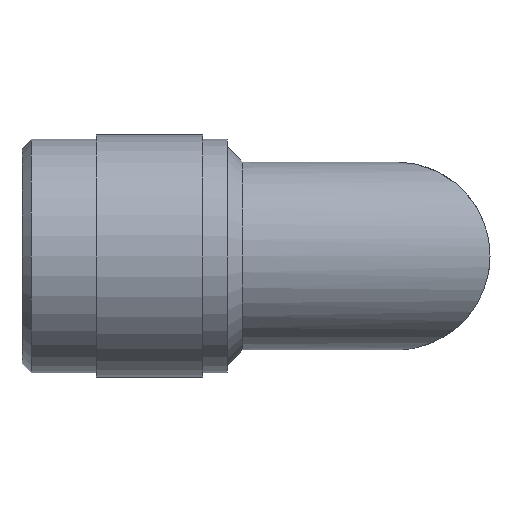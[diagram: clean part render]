
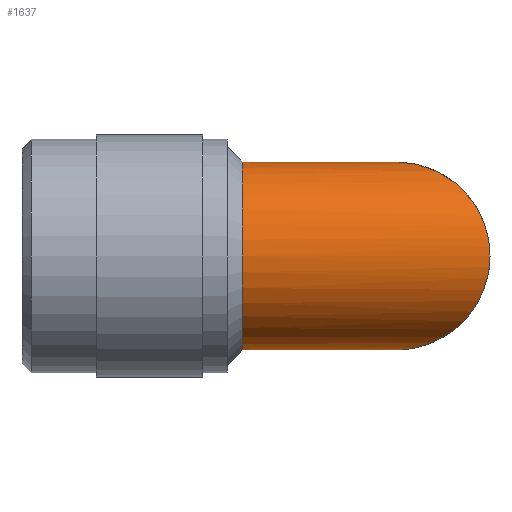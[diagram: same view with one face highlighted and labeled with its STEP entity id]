
A CAD part, front view. The second image highlights one B-rep face of the part: STEP entity #1637.
In plain terms, the highlighted cylindrical face has radius 7.772 mm (diameter 15.545 mm), a partial arc.
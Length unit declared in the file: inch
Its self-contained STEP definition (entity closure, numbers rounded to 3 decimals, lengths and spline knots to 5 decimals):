
#121 = DIRECTION ( 'NONE',  ( -1., 0., 0. ) ) ;
#122 = VECTOR ( 'NONE', #121, 39.37008 ) ;
#123 = CARTESIAN_POINT ( 'NONE',  ( 0., -0.98, 0.306 ) ) ;
#124 = LINE ( 'NONE', #123, #122 ) ;
#125 = DIRECTION ( 'NONE',  ( -1., 0., 0. ) ) ;
#126 = VECTOR ( 'NONE', #125, 39.37008 ) ;
#127 = CARTESIAN_POINT ( 'NONE',  ( 0., -0.98, -0.306 ) ) ;
#132 = LINE ( 'NONE', #127, #126 ) ;
#394 = CARTESIAN_POINT ( 'NONE',  ( 0., -0.98, -0.306 ) ) ;
#1369 = VERTEX_POINT ( 'NONE', #3584 ) ;
#1370 = VERTEX_POINT ( 'NONE', #3583 ) ;
#1450 = EDGE_CURVE ( 'NONE', #1857, #2158, #3609, .T. ) ;
#1494 = EDGE_LOOP ( 'NONE', ( #1630, #1631, #1632, #1691, #1567 ) ) ;
#1567 = ORIENTED_EDGE ( 'NONE', *, *, #1568, .F. ) ;
#1568 = EDGE_CURVE ( 'NONE', #1370, #1369, #3910, .T. ) ;
#1630 = ORIENTED_EDGE ( 'NONE', *, *, #2098, .F. ) ;
#1631 = ORIENTED_EDGE ( 'NONE', *, *, #1450, .F. ) ;
#1632 = ORIENTED_EDGE ( 'NONE', *, *, #1856, .F. ) ;
#1637 = ADVANCED_FACE ( 'NONE', ( #4066 ), #4159, .T. ) ;
#1691 = ORIENTED_EDGE ( 'NONE', *, *, #2101, .T. ) ;
#1849 = VERTEX_POINT ( 'NONE', #4768 ) ;
#1856 = EDGE_CURVE ( 'NONE', #1849, #1857, #4823, .T. ) ;
#1857 = VERTEX_POINT ( 'NONE', #4822 ) ;
#2098 = EDGE_CURVE ( 'NONE', #2158, #1370, #132, .T. ) ;
#2101 = EDGE_CURVE ( 'NONE', #1849, #1369, #124, .T. ) ;
#2158 = VERTEX_POINT ( 'NONE', #394 ) ;
#3583 = CARTESIAN_POINT ( 'NONE',  ( -0.5, -0.98, -0.306 ) ) ;
#3584 = CARTESIAN_POINT ( 'NONE',  ( -0.5, -0.98, 0.306 ) ) ;
#3605 = CARTESIAN_POINT ( 'NONE',  ( 0., -0.98, -0.306 ) ) ;
#3606 = CARTESIAN_POINT ( 'NONE',  ( 0.17925, -1.15925, -0.306 ) ) ;
#3607 = CARTESIAN_POINT ( 'NONE',  ( 0.306, -1.286, -0.17925 ) ) ;
#3608 = CARTESIAN_POINT ( 'NONE',  ( 0.306, -1.286, 0. ) ) ;
#3609 =( BOUNDED_CURVE ( )  B_SPLINE_CURVE ( 3, ( #3608, #3607, #3606, #3605 ),
 .UNSPECIFIED., .F., .T. ) 
 B_SPLINE_CURVE_WITH_KNOTS ( ( 4, 4 ),
 ( 3.14159, 4.71239 ),
 .UNSPECIFIED. ) 
 CURVE ( )  GEOMETRIC_REPRESENTATION_ITEM ( )  RATIONAL_B_SPLINE_CURVE ( ( 1., 0.805, 0.805, 1. ) ) 
 REPRESENTATION_ITEM ( '' )  );
#3910 = CIRCLE ( 'NONE', #4008, 0.306 ) ;
#3982 = DIRECTION ( 'NONE',  ( 0., 0., 1. ) ) ;
#3983 = DIRECTION ( 'NONE',  ( -1., 0., 0. ) ) ;
#4007 = CARTESIAN_POINT ( 'NONE',  ( -0.5, -0.98, 0. ) ) ;
#4008 = AXIS2_PLACEMENT_3D ( 'NONE', #4007, #3983, #3982 ) ;
#4065 = CARTESIAN_POINT ( 'NONE',  ( 0., -0.98, 0. ) ) ;
#4066 = FACE_OUTER_BOUND ( 'NONE', #1494, .T. ) ;
#4147 = DIRECTION ( 'NONE',  ( 0., 0., 1. ) ) ;
#4148 = DIRECTION ( 'NONE',  ( -1., 0., 0. ) ) ;
#4158 = AXIS2_PLACEMENT_3D ( 'NONE', #4065, #4148, #4147 ) ;
#4159 = CYLINDRICAL_SURFACE ( 'NONE', #4158, 0.306 ) ;
#4683 = CARTESIAN_POINT ( 'NONE',  ( 0.306, -1.286, 0. ) ) ;
#4684 = CARTESIAN_POINT ( 'NONE',  ( 0.306, -1.286, 0.17925 ) ) ;
#4756 = CARTESIAN_POINT ( 'NONE',  ( 0.17925, -1.15925, 0.306 ) ) ;
#4757 = CARTESIAN_POINT ( 'NONE',  ( 0., -0.98, 0.306 ) ) ;
#4768 = CARTESIAN_POINT ( 'NONE',  ( 0., -0.98, 0.306 ) ) ;
#4822 = CARTESIAN_POINT ( 'NONE',  ( 0.306, -1.286, 0. ) ) ;
#4823 =( BOUNDED_CURVE ( )  B_SPLINE_CURVE ( 3, ( #4757, #4756, #4684, #4683 ),
 .UNSPECIFIED., .F., .T. ) 
 B_SPLINE_CURVE_WITH_KNOTS ( ( 4, 4 ),
 ( 1.5708, 3.14159 ),
 .UNSPECIFIED. ) 
 CURVE ( )  GEOMETRIC_REPRESENTATION_ITEM ( )  RATIONAL_B_SPLINE_CURVE ( ( 1., 0.805, 0.805, 1. ) ) 
 REPRESENTATION_ITEM ( '' )  );
